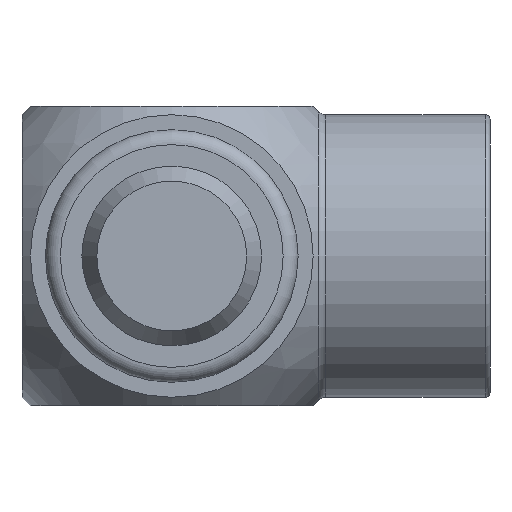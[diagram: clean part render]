
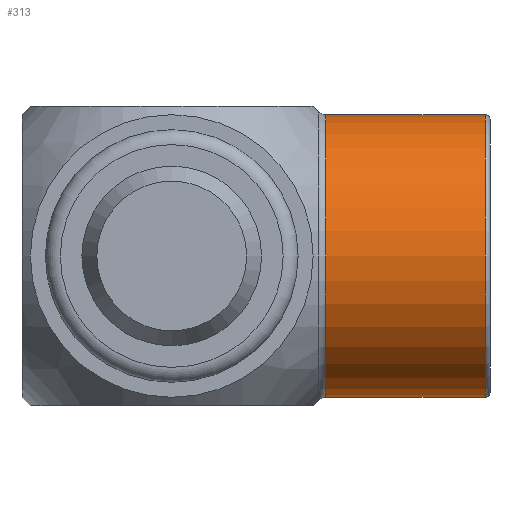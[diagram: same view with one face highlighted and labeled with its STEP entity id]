
A CAD part, front view. The second image highlights one B-rep face of the part: STEP entity #313.
In plain terms, the highlighted cylindrical face has radius 7.55 mm (diameter 15.1 mm), a full revolution.
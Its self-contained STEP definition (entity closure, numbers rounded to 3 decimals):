
#198 = EDGE_CURVE ( 'NONE', #610, #610, #1054, .T. ) ;
#199 = EDGE_CURVE ( 'NONE', #604, #604, #1059, .T. ) ;
#239 = AXIS2_PLACEMENT_3D ( 'NONE', #575, #574, #573 ) ;
#240 = AXIS2_PLACEMENT_3D ( 'NONE', #571, #570, #569 ) ;
#256 = AXIS2_PLACEMENT_3D ( 'NONE', #587, #531, #590 ) ;
#313 = ADVANCED_FACE ( 'NONE', ( #1090, #1093 ), #1095, .T. ) ;
#531 = DIRECTION ( 'NONE',  ( -1., 0., 0. ) ) ;
#569 = DIRECTION ( 'NONE',  ( 0., -1., 0. ) ) ;
#570 = DIRECTION ( 'NONE',  ( 1., 0., 0. ) ) ;
#571 = CARTESIAN_POINT ( 'NONE',  ( 8.213, 0., 0. ) ) ;
#573 = DIRECTION ( 'NONE',  ( 0., 1., 0. ) ) ;
#574 = DIRECTION ( 'NONE',  ( -1., 0., 0. ) ) ;
#575 = CARTESIAN_POINT ( 'NONE',  ( 16.75, 0., 0. ) ) ;
#587 = CARTESIAN_POINT ( 'NONE',  ( 17., 0., 0. ) ) ;
#590 = DIRECTION ( 'NONE',  ( 0., -1., 0. ) ) ;
#604 = VERTEX_POINT ( 'NONE', #817 ) ;
#610 = VERTEX_POINT ( 'NONE', #818 ) ;
#817 = CARTESIAN_POINT ( 'NONE',  ( 8.213, -7.55, 0. ) ) ;
#818 = CARTESIAN_POINT ( 'NONE',  ( 16.75, 7.55, 0. ) ) ;
#892 = ORIENTED_EDGE ( 'NONE', *, *, #198, .T. ) ;
#900 = ORIENTED_EDGE ( 'NONE', *, *, #199, .T. ) ;
#1054 = CIRCLE ( 'NONE', #239, 7.55 ) ;
#1059 = CIRCLE ( 'NONE', #240, 7.55 ) ;
#1090 = FACE_OUTER_BOUND ( 'NONE', #1188, .T. ) ;
#1093 = FACE_OUTER_BOUND ( 'NONE', #1177, .T. ) ;
#1095 = CYLINDRICAL_SURFACE ( 'NONE', #256, 7.55 ) ;
#1177 = EDGE_LOOP ( 'NONE', ( #900 ) ) ;
#1188 = EDGE_LOOP ( 'NONE', ( #892 ) ) ;
